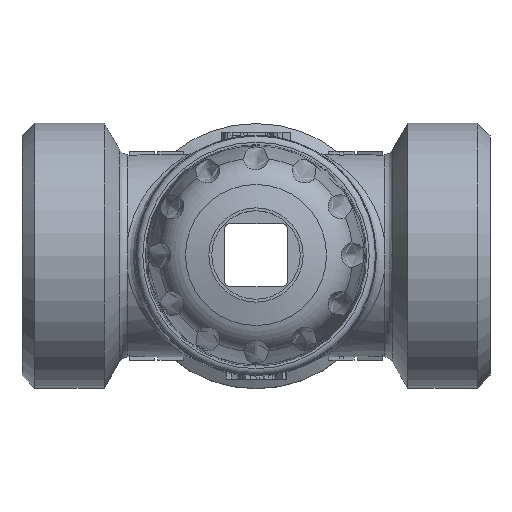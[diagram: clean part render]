
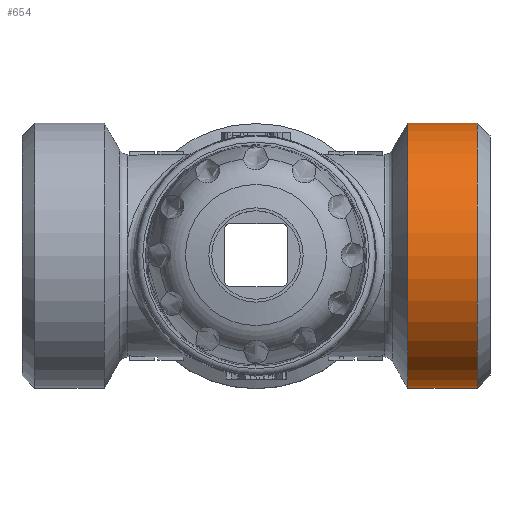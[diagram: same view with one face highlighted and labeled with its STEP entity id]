
A CAD part, top view. The second image highlights one B-rep face of the part: STEP entity #654.
In plain terms, the highlighted cylindrical face has radius 20.955 mm (diameter 41.91 mm), a full revolution.
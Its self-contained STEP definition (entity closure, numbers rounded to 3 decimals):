
#654 = ADVANCED_FACE( '', ( #1648, #1649 ), #1650, .T. );
#1648 = FACE_OUTER_BOUND( '', #3324, .T. );
#1649 = FACE_OUTER_BOUND( '', #3325, .T. );
#1650 = CYLINDRICAL_SURFACE( '', #3326, 20.955 );
#3324 = EDGE_LOOP( '', ( #6989 ) );
#3325 = EDGE_LOOP( '', ( #6990 ) );
#3326 = AXIS2_PLACEMENT_3D( '', #6991, #6992, #6993 );
#6989 = ORIENTED_EDGE( '', *, *, #10555, .T. );
#6990 = ORIENTED_EDGE( '', *, *, #10556, .F. );
#6991 = CARTESIAN_POINT( '', ( 24., 0., 45. ) );
#6992 = DIRECTION( '', ( -1., 0., 0. ) );
#6993 = DIRECTION( '', ( 0., 0., -1. ) );
#10555 = EDGE_CURVE( '', #12306, #12306, #12307, .T. );
#10556 = EDGE_CURVE( '', #12308, #12308, #12309, .T. );
#12306 = VERTEX_POINT( '', #16610 );
#12307 = CIRCLE( '', #16611, 20.955 );
#12308 = VERTEX_POINT( '', #16612 );
#12309 = CIRCLE( '', #16613, 20.955 );
#16610 = CARTESIAN_POINT( '', ( 35., 0., 65.955 ) );
#16611 = AXIS2_PLACEMENT_3D( '', #22115, #22116, #22117 );
#16612 = CARTESIAN_POINT( '', ( 24., 20.955, 45. ) );
#16613 = AXIS2_PLACEMENT_3D( '', #22118, #22119, #22120 );
#22115 = CARTESIAN_POINT( '', ( 35., 0., 45. ) );
#22116 = DIRECTION( '', ( -1., 0., 0. ) );
#22117 = DIRECTION( '', ( 0., 0., 1. ) );
#22118 = CARTESIAN_POINT( '', ( 24., 0., 45. ) );
#22119 = DIRECTION( '', ( -1., 0., 0. ) );
#22120 = DIRECTION( '', ( 0., 1., 0. ) );
